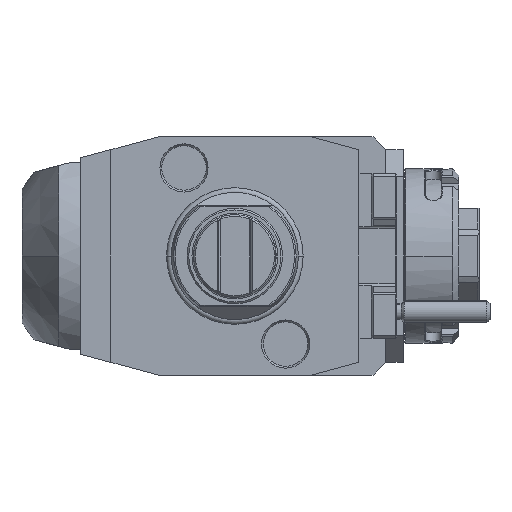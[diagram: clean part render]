
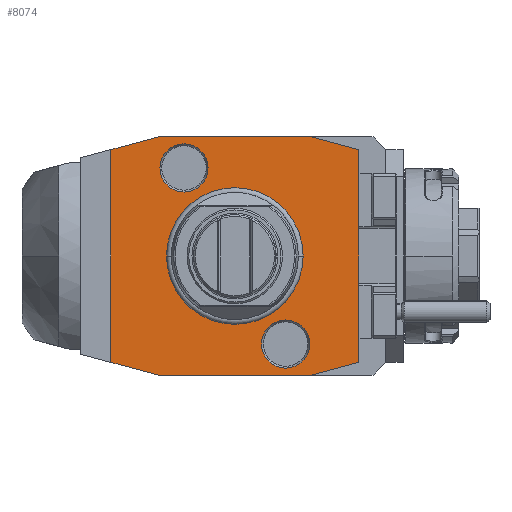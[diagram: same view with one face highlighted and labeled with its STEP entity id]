
A CAD part, front view. The second image highlights one B-rep face of the part: STEP entity #8074.
In plain terms, the highlighted planar face has unit normal (0, -1, 0).
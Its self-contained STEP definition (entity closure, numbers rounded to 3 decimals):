
#1=DIRECTION('',(1.,0.,0.));
#2=VECTOR('',#1,48.);
#3=CARTESIAN_POINT('',(-24.,0.,-37.5));
#4=LINE('',#3,#2);
#5=DIRECTION('',(0.966,0.,-0.259));
#6=VECTOR('',#5,15.529);
#7=CARTESIAN_POINT('',(-39.,0.,-33.481));
#8=LINE('',#7,#6);
#9=DIRECTION('',(0.,0.,-1.));
#10=VECTOR('',#9,66.962);
#11=CARTESIAN_POINT('',(-39.,0.,33.481));
#12=LINE('',#11,#10);
#13=DIRECTION('',(-0.966,0.,-0.259));
#14=VECTOR('',#13,15.529);
#15=CARTESIAN_POINT('',(-24.,0.,37.5));
#16=LINE('',#15,#14);
#17=DIRECTION('',(-1.,0.,0.));
#18=VECTOR('',#17,48.);
#19=CARTESIAN_POINT('',(24.,0.,37.5));
#20=LINE('',#19,#18);
#21=DIRECTION('',(-0.966,0.,0.259));
#22=VECTOR('',#21,15.529);
#23=CARTESIAN_POINT('',(39.,0.,33.481));
#24=LINE('',#23,#22);
#25=DIRECTION('',(0.,0.,1.));
#26=VECTOR('',#25,66.962);
#27=CARTESIAN_POINT('',(39.,0.,-33.481));
#28=LINE('',#27,#26);
#29=DIRECTION('',(0.966,0.,0.259));
#30=VECTOR('',#29,15.529);
#31=CARTESIAN_POINT('',(24.,0.,-37.5));
#32=LINE('',#31,#30);
#33=CARTESIAN_POINT('',(-16.,0.,27.713));
#34=DIRECTION('',(0.,1.,0.));
#35=DIRECTION('',(1.,0.,0.));
#36=AXIS2_PLACEMENT_3D('',#33,#34,#35);
#38=CARTESIAN_POINT('',(-16.,0.,27.713));
#39=DIRECTION('',(0.,1.,0.));
#40=DIRECTION('',(-1.,0.,0.));
#41=AXIS2_PLACEMENT_3D('',#38,#39,#40);
#43=CARTESIAN_POINT('',(16.,0.,-27.713));
#44=DIRECTION('',(0.,1.,0.));
#45=DIRECTION('',(1.,0.,0.));
#46=AXIS2_PLACEMENT_3D('',#43,#44,#45);
#48=CARTESIAN_POINT('',(16.,0.,-27.713));
#49=DIRECTION('',(0.,1.,0.));
#50=DIRECTION('',(-1.,0.,0.));
#51=AXIS2_PLACEMENT_3D('',#48,#49,#50);
#3827=CARTESIAN_POINT('',(0.,0.,0.));
#3828=DIRECTION('',(0.,-1.,0.));
#3829=DIRECTION('',(1.,0.,0.));
#3830=AXIS2_PLACEMENT_3D('',#3827,#3828,#3829);
#3832=CARTESIAN_POINT('',(0.,0.,0.));
#3833=DIRECTION('',(0.,-1.,0.));
#3834=DIRECTION('',(-1.,0.,0.));
#3835=AXIS2_PLACEMENT_3D('',#3832,#3833,#3834);
#7063=CARTESIAN_POINT('',(-8.423,0.,
27.713));
#7064=CARTESIAN_POINT('',(-23.577,0.,
27.713));
#7065=VERTEX_POINT('',#7063);
#7066=VERTEX_POINT('',#7064);
#7195=CARTESIAN_POINT('',(23.577,0.,-27.713));
#7196=CARTESIAN_POINT('',(8.423,0.,-27.713));
#7197=VERTEX_POINT('',#7195);
#7198=VERTEX_POINT('',#7196);
#7842=CARTESIAN_POINT('',(-24.,0.,-37.5));
#7843=CARTESIAN_POINT('',(24.,0.,-37.5));
#7844=VERTEX_POINT('',#7842);
#7845=VERTEX_POINT('',#7843);
#7846=CARTESIAN_POINT('',(39.,0.,-33.481));
#7847=CARTESIAN_POINT('',(39.,0.,33.481));
#7848=VERTEX_POINT('',#7846);
#7849=VERTEX_POINT('',#7847);
#7850=CARTESIAN_POINT('',(24.,0.,37.5));
#7851=VERTEX_POINT('',#7850);
#7852=CARTESIAN_POINT('',(-24.,0.,37.5));
#7853=VERTEX_POINT('',#7852);
#7854=CARTESIAN_POINT('',(-39.,0.,33.481));
#7855=VERTEX_POINT('',#7854);
#7856=CARTESIAN_POINT('',(-39.,0.,-33.481));
#7857=VERTEX_POINT('',#7856);
#7898=CARTESIAN_POINT('',(21.137,0.,0.));
#7899=CARTESIAN_POINT('',(-21.137,0.,0.));
#7900=VERTEX_POINT('',#7898);
#7901=VERTEX_POINT('',#7899);
#8033=CARTESIAN_POINT('',(0.,0.,0.));
#8034=DIRECTION('',(0.,-1.,0.));
#8035=DIRECTION('',(-1.,0.,0.));
#8036=AXIS2_PLACEMENT_3D('',#8033,#8034,#8035);
#8037=PLANE('',#8036);
#8039=ORIENTED_EDGE('',*,*,#8038,.F.);
#8041=ORIENTED_EDGE('',*,*,#8040,.F.);
#8043=ORIENTED_EDGE('',*,*,#8042,.F.);
#8045=ORIENTED_EDGE('',*,*,#8044,.F.);
#8047=ORIENTED_EDGE('',*,*,#8046,.F.);
#8049=ORIENTED_EDGE('',*,*,#8048,.F.);
#8051=ORIENTED_EDGE('',*,*,#8050,.F.);
#8053=ORIENTED_EDGE('',*,*,#8052,.F.);
#8054=EDGE_LOOP('',(#8039,#8041,#8043,#8045,#8047,#8049,#8051,#8053));
#8055=FACE_OUTER_BOUND('',#8054,.F.);
#8057=ORIENTED_EDGE('',*,*,#8056,.T.);
#8059=ORIENTED_EDGE('',*,*,#8058,.T.);
#8060=EDGE_LOOP('',(#8057,#8059));
#8061=FACE_BOUND('',#8060,.F.);
#8063=ORIENTED_EDGE('',*,*,#8062,.F.);
#8065=ORIENTED_EDGE('',*,*,#8064,.F.);
#8066=EDGE_LOOP('',(#8063,#8065));
#8067=FACE_BOUND('',#8066,.F.);
#8069=ORIENTED_EDGE('',*,*,#8068,.F.);
#8071=ORIENTED_EDGE('',*,*,#8070,.F.);
#8072=EDGE_LOOP('',(#8069,#8071));
#8073=FACE_BOUND('',#8072,.F.);
#37=CIRCLE('',#36,7.577);
#42=CIRCLE('',#41,7.577);
#47=CIRCLE('',#46,7.577);
#52=CIRCLE('',#51,7.577);
#3831=CIRCLE('',#3830,21.137);
#3836=CIRCLE('',#3835,21.137);
#8038=EDGE_CURVE('',#7844,#7845,#4,.T.);
#8040=EDGE_CURVE('',#7857,#7844,#8,.T.);
#8042=EDGE_CURVE('',#7855,#7857,#12,.T.);
#8044=EDGE_CURVE('',#7853,#7855,#16,.T.);
#8046=EDGE_CURVE('',#7851,#7853,#20,.T.);
#8048=EDGE_CURVE('',#7849,#7851,#24,.T.);
#8050=EDGE_CURVE('',#7848,#7849,#28,.T.);
#8052=EDGE_CURVE('',#7845,#7848,#32,.T.);
#8056=EDGE_CURVE('',#7900,#7901,#3831,.T.);
#8058=EDGE_CURVE('',#7901,#7900,#3836,.T.);
#8062=EDGE_CURVE('',#7065,#7066,#37,.T.);
#8064=EDGE_CURVE('',#7066,#7065,#42,.T.);
#8068=EDGE_CURVE('',#7197,#7198,#47,.T.);
#8070=EDGE_CURVE('',#7198,#7197,#52,.T.);
#8074=ADVANCED_FACE('',(#8055,#8061,#8067,#8073),#8037,.T.);
